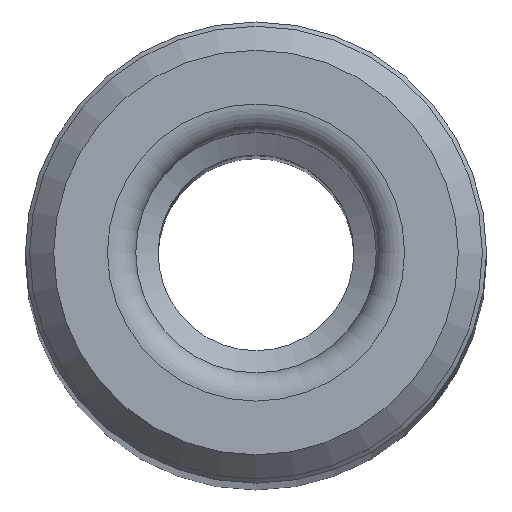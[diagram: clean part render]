
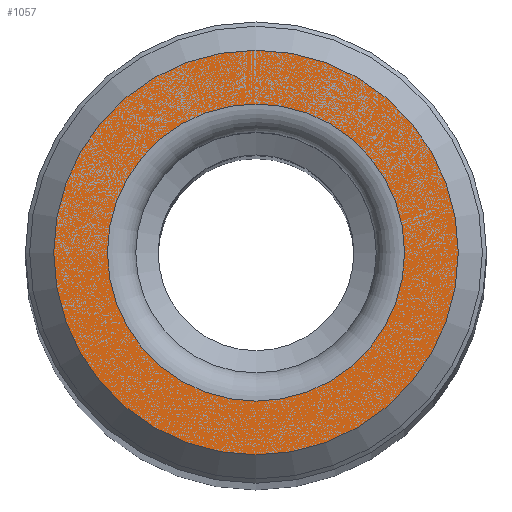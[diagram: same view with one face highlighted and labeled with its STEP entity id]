
A CAD part, top view. The second image highlights one B-rep face of the part: STEP entity #1057.
In plain terms, the highlighted planar face has unit normal (0, 0, 1).
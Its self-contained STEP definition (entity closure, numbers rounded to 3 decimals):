
#44=PLANE('',#1140);
#134=ORIENTED_EDGE('',*,*,#261,.T.);
#135=ORIENTED_EDGE('',*,*,#262,.F.);
#261=EDGE_CURVE('',#330,#330,#383,.F.);
#262=EDGE_CURVE('',#331,#331,#384,.T.);
#330=VERTEX_POINT('',#1518);
#331=VERTEX_POINT('',#1520);
#383=CIRCLE('',#1141,7.15);
#384=CIRCLE('',#1142,5.25);
#441=EDGE_LOOP('',(#134));
#442=EDGE_LOOP('',(#135));
#547=FACE_BOUND('',#441,.T.);
#548=FACE_BOUND('',#442,.T.);
#1057=ADVANCED_FACE('',(#547,#548),#44,.F.);
#1140=AXIS2_PLACEMENT_3D('',#1516,#1288,#1289);
#1141=AXIS2_PLACEMENT_3D('',#1517,#1290,#1291);
#1142=AXIS2_PLACEMENT_3D('',#1519,#1292,#1293);
#1288=DIRECTION('',(0.,0.,-1.));
#1289=DIRECTION('',(-1.,0.,0.));
#1290=DIRECTION('',(0.,0.,-1.));
#1291=DIRECTION('',(-1.,0.,0.));
#1292=DIRECTION('',(0.,0.,1.));
#1293=DIRECTION('',(1.,0.,0.));
#1516=CARTESIAN_POINT('',(8.,0.,167.2));
#1517=CARTESIAN_POINT('',(0.,0.,167.2));
#1518=CARTESIAN_POINT('',(-7.15,0.,167.2));
#1519=CARTESIAN_POINT('',(0.,0.,167.2));
#1520=CARTESIAN_POINT('',(5.25,0.,167.2));
